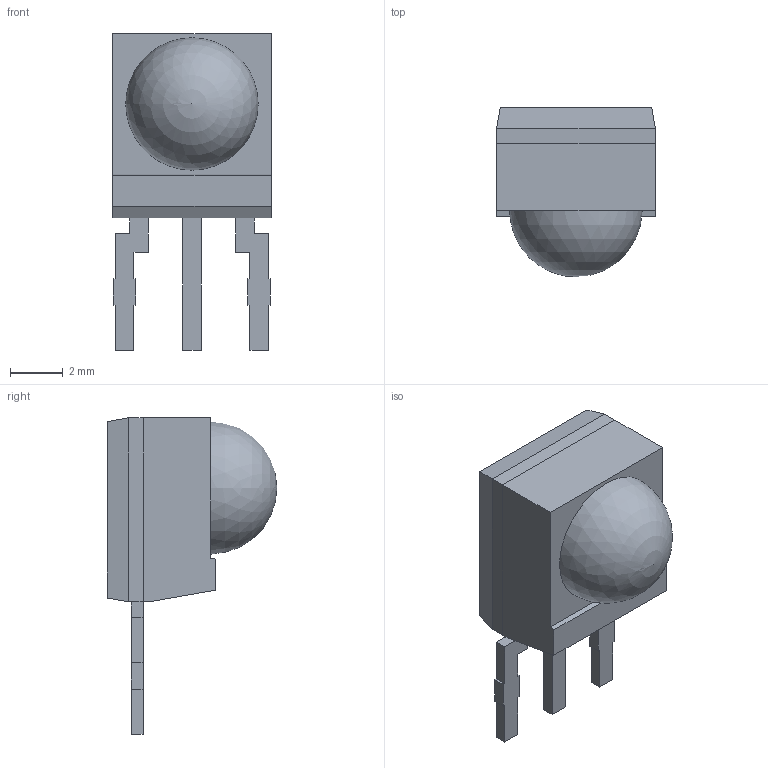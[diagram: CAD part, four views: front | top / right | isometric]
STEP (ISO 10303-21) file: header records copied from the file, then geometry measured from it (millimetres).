
FILE_DESCRIPTION (( 'STEP AP214' ), '1' );
FILE_NAME ('SENSOR-TH_TSOP4X.step', '2022-07-12T15:03:20', ( '' ), ( '' ), 'SwSTEP 2.0', 'SolidWorks 2020', '' );
FILE_SCHEMA (( 'AUTOMOTIVE_DESIGN' ));
Length unit declared in the file: millimetre
Products named in the file (1): SENSOR-TH_TSOP4X
Bounding box: 6 x 6.41 x 11.95 mm (x, y, z)
Volume: 197.8 mm3; surface area: 323.4 mm2
Topology: 18 solids, 18 shells, 458 faces, 1207 edges, 804 vertices
Faces by surface type: plane 293, bspline 164, sphere 1
Entity records: 23515 total; most frequent: CARTESIAN_POINT 8061, ORIENTED_EDGE 2408, DIRECTION 1464, EDGE_CURVE 1204, LINE 870, VECTOR 870, VERTEX_POINT 802, EDGE_LOOP 496
